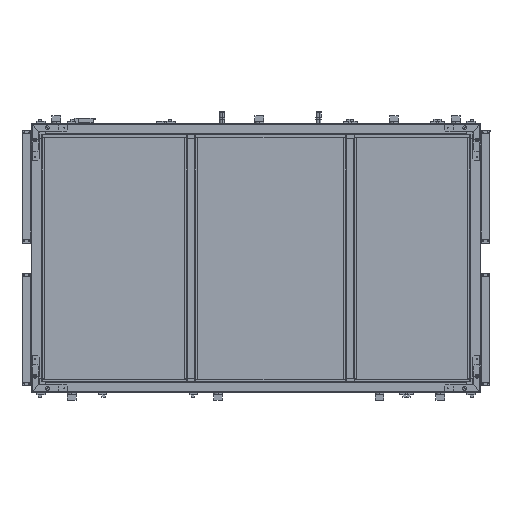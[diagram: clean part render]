
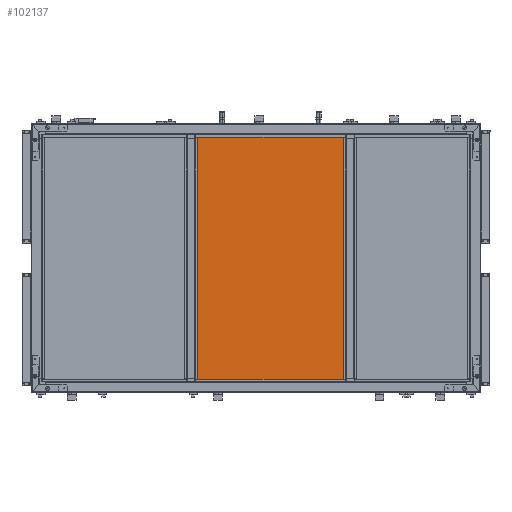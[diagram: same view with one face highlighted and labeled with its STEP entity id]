
A CAD part, front view. The second image highlights one B-rep face of the part: STEP entity #102137.
In plain terms, the highlighted face is planar.
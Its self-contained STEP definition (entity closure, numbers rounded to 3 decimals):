
#11141 = CARTESIAN_POINT ( 'NONE',  ( 401.2, 656.2, 0. ) ) ;
#12619 = VERTEX_POINT ( 'NONE', #71298 ) ;
#16623 = CARTESIAN_POINT ( 'NONE',  ( 0., 0., 0. ) ) ;
#17082 = VERTEX_POINT ( 'NONE', #11141 ) ;
#18472 = AXIS2_PLACEMENT_3D ( 'NONE', #16623, #98244, #105851 ) ;
#32940 = DIRECTION ( 'NONE',  ( 0., 1., 0. ) ) ;
#33417 = ORIENTED_EDGE ( 'NONE', *, *, #44643, .F. ) ;
#38650 = EDGE_CURVE ( 'NONE', #12619, #108145, #142908, .T. ) ;
#39753 = CARTESIAN_POINT ( 'NONE',  ( -401.2, 656.2, 0. ) ) ;
#41013 = LINE ( 'NONE', #74177, #78051 ) ;
#42592 = VECTOR ( 'NONE', #135312, 1000. ) ;
#43251 = LINE ( 'NONE', #111036, #65610 ) ;
#44643 = EDGE_CURVE ( 'NONE', #108145, #72186, #102088, .T. ) ;
#47970 = CARTESIAN_POINT ( 'NONE',  ( -401.2, -656.2, 0. ) ) ;
#65610 = VECTOR ( 'NONE', #32940, 1000. ) ;
#71298 = CARTESIAN_POINT ( 'NONE',  ( -401.2, 656.2, 0. ) ) ;
#72186 = VERTEX_POINT ( 'NONE', #86199 ) ;
#74069 = EDGE_CURVE ( 'NONE', #72186, #17082, #43251, .T. ) ;
#74177 = CARTESIAN_POINT ( 'NONE',  ( -401.2, 656.2, 0. ) ) ;
#78051 = VECTOR ( 'NONE', #85971, 1000. ) ;
#82506 = EDGE_CURVE ( 'NONE', #17082, #12619, #41013, .T. ) ;
#85971 = DIRECTION ( 'NONE',  ( -1., 0., 0. ) ) ;
#86199 = CARTESIAN_POINT ( 'NONE',  ( 401.2, -656.2, 0. ) ) ;
#90524 = ORIENTED_EDGE ( 'NONE', *, *, #82506, .F. ) ;
#92507 = CARTESIAN_POINT ( 'NONE',  ( -401.2, -656.2, 0. ) ) ;
#97188 = DIRECTION ( 'NONE',  ( 0., -1., 0. ) ) ;
#98244 = DIRECTION ( 'NONE',  ( 0., 0., -1. ) ) ;
#102088 = LINE ( 'NONE', #92507, #42592 ) ;
#102137 = ADVANCED_FACE ( 'NONE', ( #110004 ), #129432, .T. ) ;
#105851 = DIRECTION ( 'NONE',  ( 0., -1., 0. ) ) ;
#108145 = VERTEX_POINT ( 'NONE', #47970 ) ;
#109064 = ORIENTED_EDGE ( 'NONE', *, *, #38650, .F. ) ;
#110004 = FACE_OUTER_BOUND ( 'NONE', #110404, .T. ) ;
#110404 = EDGE_LOOP ( 'NONE', ( #135145, #33417, #109064, #90524 ) ) ;
#111036 = CARTESIAN_POINT ( 'NONE',  ( 401.2, 656.2, 0. ) ) ;
#126165 = VECTOR ( 'NONE', #97188, 1000. ) ;
#129432 = PLANE ( 'NONE',  #18472 ) ;
#135145 = ORIENTED_EDGE ( 'NONE', *, *, #74069, .F. ) ;
#135312 = DIRECTION ( 'NONE',  ( 1., 0., 0. ) ) ;
#142908 = LINE ( 'NONE', #39753, #126165 ) ;
